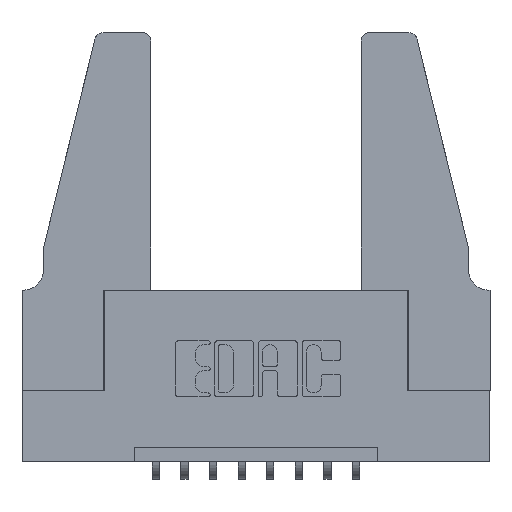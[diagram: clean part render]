
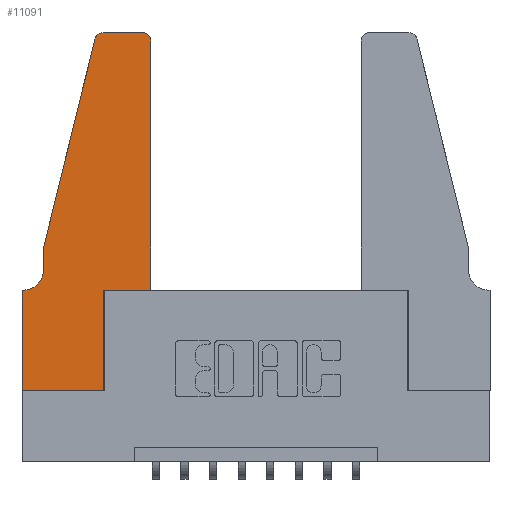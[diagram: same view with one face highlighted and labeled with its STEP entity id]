
A CAD part, top view. The second image highlights one B-rep face of the part: STEP entity #11091.
In plain terms, the highlighted planar face has unit normal (0, 0, 1).
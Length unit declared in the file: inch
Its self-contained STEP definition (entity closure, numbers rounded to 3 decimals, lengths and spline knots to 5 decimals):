
#46 = CARTESIAN_POINT ( 'NONE',  ( 0., 0., 0.37 ) ) ;
#66 = ORIENTED_EDGE ( 'NONE', *, *, #3622, .T. ) ;
#309 = VERTEX_POINT ( 'NONE', #46 ) ;
#422 = VECTOR ( 'NONE', #10187, 39.37008 ) ;
#444 = CARTESIAN_POINT ( 'NONE',  ( 0.284, 1.22, 0.37 ) ) ;
#524 = CARTESIAN_POINT ( 'NONE',  ( 0.0755, 0.5, 0.37 ) ) ;
#593 = VECTOR ( 'NONE', #1389, 39.37008 ) ;
#780 = LINE ( 'NONE', #1758, #10990 ) ;
#1024 = EDGE_CURVE ( 'NONE', #2554, #2137, #12741, .T. ) ;
#1216 = ORIENTED_EDGE ( 'NONE', *, *, #1698, .T. ) ;
#1238 = VECTOR ( 'NONE', #12009, 39.37008 ) ;
#1354 = CARTESIAN_POINT ( 'NONE',  ( 0.0755, 0.42, 0.37 ) ) ;
#1389 = DIRECTION ( 'NONE',  ( 0., 1., 0. ) ) ;
#1411 = CARTESIAN_POINT ( 'NONE',  ( 0.4505, 0.35, 0.37 ) ) ;
#1698 = EDGE_CURVE ( 'NONE', #309, #9485, #780, .T. ) ;
#1758 = CARTESIAN_POINT ( 'NONE',  ( 0., 0., 0.37 ) ) ;
#2137 = VERTEX_POINT ( 'NONE', #1354 ) ;
#2255 = EDGE_CURVE ( 'NONE', #9485, #9237, #4450, .T. ) ;
#2285 = CIRCLE ( 'NONE', #9695, 0.07 ) ;
#2410 = EDGE_CURVE ( 'NONE', #5120, #2554, #5404, .T. ) ;
#2435 = CARTESIAN_POINT ( 'NONE',  ( 0., 0.35, 0.37 ) ) ;
#2554 = VERTEX_POINT ( 'NONE', #11562 ) ;
#2606 = CARTESIAN_POINT ( 'NONE',  ( 0.284, 1.25, 0.37 ) ) ;
#2682 = DIRECTION ( 'NONE',  ( -0.239, -0.971, 0. ) ) ;
#2711 = VECTOR ( 'NONE', #9670, 39.37008 ) ;
#2770 = VECTOR ( 'NONE', #2682, 39.37008 ) ;
#2943 = CARTESIAN_POINT ( 'NONE',  ( 0.2605, 1.25, 0.37 ) ) ;
#2991 = PLANE ( 'NONE',  #7086 ) ;
#3036 = AXIS2_PLACEMENT_3D ( 'NONE', #3123, #10993, #6014 ) ;
#3087 = CARTESIAN_POINT ( 'NONE',  ( 0.0755, 0.5, 0.37 ) ) ;
#3123 = CARTESIAN_POINT ( 'NONE',  ( 0.4205, 1.22, 0.37 ) ) ;
#3449 = DIRECTION ( 'NONE',  ( 1., 0., 0. ) ) ;
#3622 = EDGE_CURVE ( 'NONE', #5554, #4575, #7183, .T. ) ;
#3698 = LINE ( 'NONE', #4220, #422 ) ;
#3885 = VERTEX_POINT ( 'NONE', #9189 ) ;
#4041 = VERTEX_POINT ( 'NONE', #8960 ) ;
#4220 = CARTESIAN_POINT ( 'NONE',  ( 0.4505, 0.35, 0.37 ) ) ;
#4450 = LINE ( 'NONE', #10378, #593 ) ;
#4575 = VERTEX_POINT ( 'NONE', #12194 ) ;
#4591 = CARTESIAN_POINT ( 'NONE',  ( 0.0055, 0.42, 0.37 ) ) ;
#5009 = ORIENTED_EDGE ( 'NONE', *, *, #11554, .T. ) ;
#5120 = VERTEX_POINT ( 'NONE', #11239 ) ;
#5191 = LINE ( 'NONE', #8670, #2711 ) ;
#5246 = EDGE_CURVE ( 'NONE', #4041, #6132, #10899, .T. ) ;
#5392 = DIRECTION ( 'NONE',  ( -1., 0., 0. ) ) ;
#5404 = LINE ( 'NONE', #524, #2770 ) ;
#5462 = ORIENTED_EDGE ( 'NONE', *, *, #7450, .T. ) ;
#5554 = VERTEX_POINT ( 'NONE', #7846 ) ;
#5775 = EDGE_CURVE ( 'NONE', #5848, #5120, #8105, .T. ) ;
#5848 = VERTEX_POINT ( 'NONE', #2606 ) ;
#6014 = DIRECTION ( 'NONE',  ( 1., 0., 0. ) ) ;
#6038 = ORIENTED_EDGE ( 'NONE', *, *, #12063, .T. ) ;
#6132 = VERTEX_POINT ( 'NONE', #9372 ) ;
#6192 = LINE ( 'NONE', #2943, #12100 ) ;
#6412 = ORIENTED_EDGE ( 'NONE', *, *, #5246, .T. ) ;
#7086 = AXIS2_PLACEMENT_3D ( 'NONE', #2435, #9340, #3449 ) ;
#7183 = LINE ( 'NONE', #9878, #9205 ) ;
#7450 = EDGE_CURVE ( 'NONE', #6132, #3885, #10379, .T. ) ;
#7846 = CARTESIAN_POINT ( 'NONE',  ( 0.0055, 0.35, 0.37 ) ) ;
#7933 = VECTOR ( 'NONE', #12294, 39.37008 ) ;
#8105 = CIRCLE ( 'NONE', #9626, 0.03 ) ;
#8119 = EDGE_CURVE ( 'NONE', #3885, #5848, #6192, .T. ) ;
#8670 = CARTESIAN_POINT ( 'NONE',  ( 0., 0., 0.37 ) ) ;
#8960 = CARTESIAN_POINT ( 'NONE',  ( 0.4505, 0.35, 0.37 ) ) ;
#8998 = DIRECTION ( 'NONE',  ( -1., 0., 0. ) ) ;
#9011 = ORIENTED_EDGE ( 'NONE', *, *, #8119, .T. ) ;
#9189 = CARTESIAN_POINT ( 'NONE',  ( 0.4205, 1.25, 0.37 ) ) ;
#9205 = VECTOR ( 'NONE', #8998, 39.37008 ) ;
#9237 = VERTEX_POINT ( 'NONE', #9469 ) ;
#9340 = DIRECTION ( 'NONE',  ( 0., 0., 1. ) ) ;
#9357 = ORIENTED_EDGE ( 'NONE', *, *, #2255, .T. ) ;
#9372 = CARTESIAN_POINT ( 'NONE',  ( 0.4505, 1.22, 0.37 ) ) ;
#9417 = DIRECTION ( 'NONE',  ( 0., 0., -1. ) ) ;
#9469 = CARTESIAN_POINT ( 'NONE',  ( 0.2865, 0.35, 0.37 ) ) ;
#9485 = VERTEX_POINT ( 'NONE', #12507 ) ;
#9598 = DIRECTION ( 'NONE',  ( -1., 0., 0. ) ) ;
#9626 = AXIS2_PLACEMENT_3D ( 'NONE', #444, #10114, #12237 ) ;
#9670 = DIRECTION ( 'NONE',  ( 0., -1., 0. ) ) ;
#9695 = AXIS2_PLACEMENT_3D ( 'NONE', #4591, #9417, #9598 ) ;
#9878 = CARTESIAN_POINT ( 'NONE',  ( 0.0755, 0.35, 0.37 ) ) ;
#10114 = DIRECTION ( 'NONE',  ( 0., 0., 1. ) ) ;
#10187 = DIRECTION ( 'NONE',  ( 1., 0., 0. ) ) ;
#10378 = CARTESIAN_POINT ( 'NONE',  ( 0.2865, 0.35, 0.37 ) ) ;
#10379 = CIRCLE ( 'NONE', #3036, 0.03 ) ;
#10899 = LINE ( 'NONE', #1411, #7933 ) ;
#10990 = VECTOR ( 'NONE', #11580, 39.37008 ) ;
#10993 = DIRECTION ( 'NONE',  ( 0., 0., 1. ) ) ;
#11017 = ORIENTED_EDGE ( 'NONE', *, *, #1024, .T. ) ;
#11091 = ADVANCED_FACE ( 'NONE', ( #12658 ), #2991, .T. ) ;
#11239 = CARTESIAN_POINT ( 'NONE',  ( 0.25487, 1.22718, 0.37 ) ) ;
#11533 = ORIENTED_EDGE ( 'NONE', *, *, #2410, .T. ) ;
#11554 = EDGE_CURVE ( 'NONE', #4575, #309, #5191, .T. ) ;
#11562 = CARTESIAN_POINT ( 'NONE',  ( 0.0755, 0.5, 0.37 ) ) ;
#11580 = DIRECTION ( 'NONE',  ( 1., 0., 0. ) ) ;
#11974 = ORIENTED_EDGE ( 'NONE', *, *, #5775, .T. ) ;
#12009 = DIRECTION ( 'NONE',  ( 0., -1., 0. ) ) ;
#12063 = EDGE_CURVE ( 'NONE', #2137, #5554, #2285, .T. ) ;
#12100 = VECTOR ( 'NONE', #5392, 39.37008 ) ;
#12194 = CARTESIAN_POINT ( 'NONE',  ( 0., 0.35, 0.37 ) ) ;
#12237 = DIRECTION ( 'NONE',  ( 1., 0., 0. ) ) ;
#12294 = DIRECTION ( 'NONE',  ( 0., 1., 0. ) ) ;
#12389 = ORIENTED_EDGE ( 'NONE', *, *, #12408, .T. ) ;
#12408 = EDGE_CURVE ( 'NONE', #9237, #4041, #3698, .T. ) ;
#12507 = CARTESIAN_POINT ( 'NONE',  ( 0.2865, 0., 0.37 ) ) ;
#12658 = FACE_OUTER_BOUND ( 'NONE', #12781, .T. ) ;
#12741 = LINE ( 'NONE', #3087, #1238 ) ;
#12781 = EDGE_LOOP ( 'NONE', ( #9011, #11974, #11533, #11017, #6038, #66, #5009, #1216, #9357, #12389, #6412, #5462 ) ) ;
